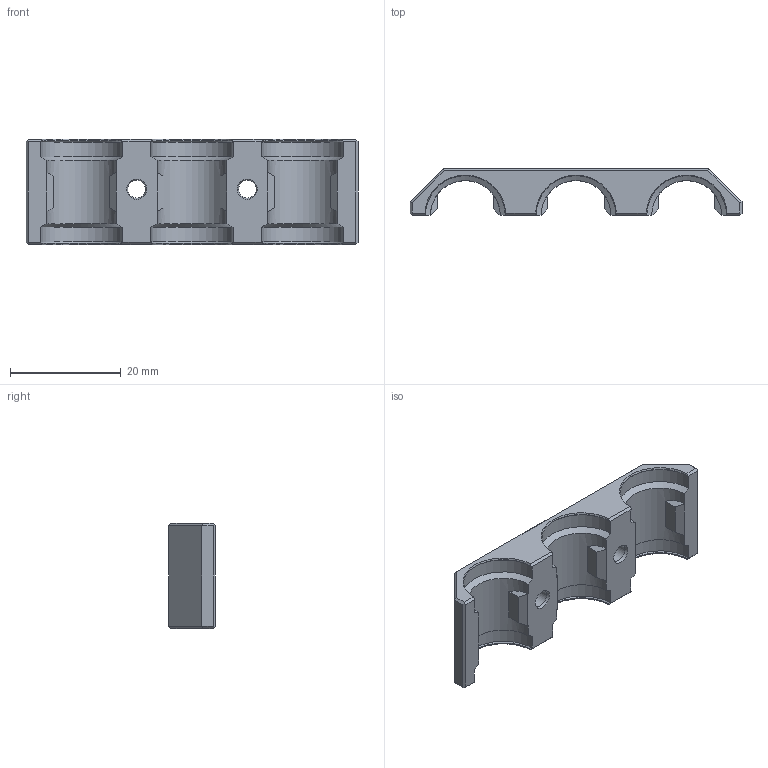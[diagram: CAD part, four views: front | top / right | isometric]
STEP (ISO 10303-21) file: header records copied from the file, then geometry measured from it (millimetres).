
FILE_DESCRIPTION(('Open CASCADE Model'),'2;1');
FILE_NAME('Open CASCADE Shape Model','2024-08-27T16:19:28',('Author'),( 'Open CASCADE'),'Open CASCADE STEP processor 7.7','Open CASCADE 7.7' ,'Unknown');
FILE_SCHEMA(('AUTOMOTIVE_DESIGN { 1 0 10303 214 1 1 1 1 }'));
Length unit declared in the file: millimetre
Products named in the file (1): Open CASCADE STEP translator 7.7 17
Bounding box: 60 x 8.45 x 19 mm (x, y, z)
Volume: 4726.8 mm3; surface area: 3599.9 mm2
Topology: 1 solids, 1 shells, 94 faces, 258 edges, 168 vertices
Faces by surface type: plane 57, cone 24, cylinder 13
Full cylindrical faces by diameter (mm): 3.2 x2, 5.8 x2
Entity records: 6606 total; most frequent: CARTESIAN_POINT 1481, DIRECTION 960, LINE 534, VECTOR 534, ORIENTED_EDGE 516, PCURVE 516, DEFINITIONAL_REPRESENTATION 516, EDGE_CURVE 258
